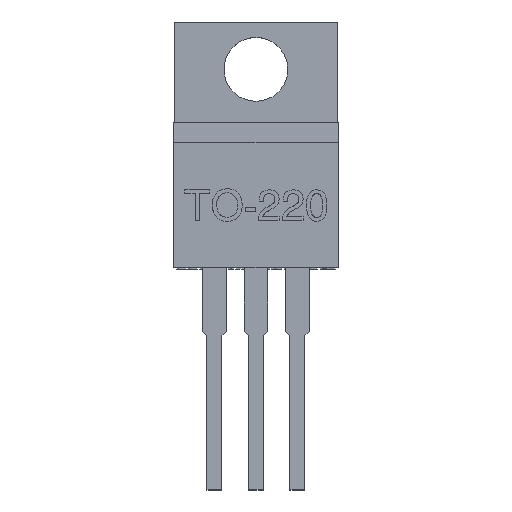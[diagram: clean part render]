
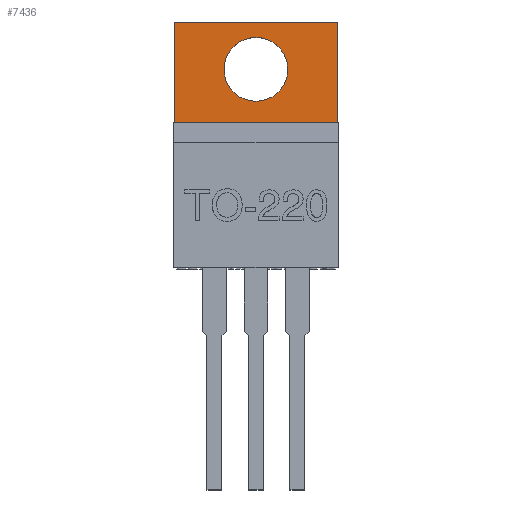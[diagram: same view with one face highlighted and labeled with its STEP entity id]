
A CAD part, top view. The second image highlights one B-rep face of the part: STEP entity #7436.
In plain terms, the highlighted planar face has unit normal (0, 0, 1).
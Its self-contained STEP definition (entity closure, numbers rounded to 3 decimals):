
#1407=DIRECTION('',(1.,0.,0.));
#1408=VECTOR('',#1407,10.508);
#1409=CARTESIAN_POINT('',(-5.248,9.28,-1.005));
#1410=LINE('',#1409,#1408);
#1411=DIRECTION('',(0.,1.,0.));
#1412=VECTOR('',#1411,6.47);
#1413=CARTESIAN_POINT('',(-5.248,9.28,-1.005));
#1414=LINE('',#1413,#1412);
#1415=CARTESIAN_POINT('',(0.,12.71,-1.005));
#1416=DIRECTION('',(0.,0.,-1.));
#1417=DIRECTION('',(-1.,0.,0.));
#1418=AXIS2_PLACEMENT_3D('',#1415,#1416,#1417);
#1420=CARTESIAN_POINT('',(0.,12.71,-1.005));
#1421=DIRECTION('',(0.,0.,-1.));
#1422=DIRECTION('',(1.,0.,0.));
#1423=AXIS2_PLACEMENT_3D('',#1420,#1421,#1422);
#2647=DIRECTION('',(0.,1.,0.));
#2648=VECTOR('',#2647,6.47);
#2649=CARTESIAN_POINT('',(5.26,9.28,-1.005));
#2650=LINE('',#2649,#2648);
#2655=DIRECTION('',(1.,0.,0.));
#2656=VECTOR('',#2655,10.508);
#2657=CARTESIAN_POINT('',(-5.248,15.75,-1.005));
#2658=LINE('',#2657,#2656);
#5616=CARTESIAN_POINT('',(-5.248,15.75,-1.005));
#5617=CARTESIAN_POINT('',(5.26,15.75,-1.005));
#5618=VERTEX_POINT('',#5616);
#5619=VERTEX_POINT('',#5617);
#5620=CARTESIAN_POINT('',(-5.248,9.28,-1.005));
#5621=CARTESIAN_POINT('',(5.26,9.28,-1.005));
#5622=VERTEX_POINT('',#5620);
#5623=VERTEX_POINT('',#5621);
#5632=CARTESIAN_POINT('',(-2.045,12.71,-1.005));
#5633=CARTESIAN_POINT('',(2.045,12.71,-1.005));
#5634=VERTEX_POINT('',#5632);
#5635=VERTEX_POINT('',#5633);
#7416=CARTESIAN_POINT('',(-5.248,9.28,-1.005));
#7417=DIRECTION('',(0.,0.,1.));
#7418=DIRECTION('',(1.,0.,0.));
#7419=AXIS2_PLACEMENT_3D('',#7416,#7417,#7418);
#7420=PLANE('',#7419);
#7421=ORIENTED_EDGE('',*,*,#7402,.F.);
#7423=ORIENTED_EDGE('',*,*,#7422,.T.);
#7425=ORIENTED_EDGE('',*,*,#7424,.T.);
#7427=ORIENTED_EDGE('',*,*,#7426,.F.);
#7428=EDGE_LOOP('',(#7421,#7423,#7425,#7427));
#7429=FACE_OUTER_BOUND('',#7428,.F.);
#7431=ORIENTED_EDGE('',*,*,#7430,.F.);
#7433=ORIENTED_EDGE('',*,*,#7432,.F.);
#7434=EDGE_LOOP('',(#7431,#7433));
#7435=FACE_BOUND('',#7434,.F.);
#7436=ADVANCED_FACE('',(#7429,#7435),#7420,.T.);
#1419=CIRCLE('',#1418,2.045);
#1424=CIRCLE('',#1423,2.045);
#7402=EDGE_CURVE('',#5622,#5623,#1410,.T.);
#7422=EDGE_CURVE('',#5622,#5618,#1414,.T.);
#7424=EDGE_CURVE('',#5618,#5619,#2658,.T.);
#7426=EDGE_CURVE('',#5623,#5619,#2650,.T.);
#7430=EDGE_CURVE('',#5634,#5635,#1419,.T.);
#7432=EDGE_CURVE('',#5635,#5634,#1424,.T.);
